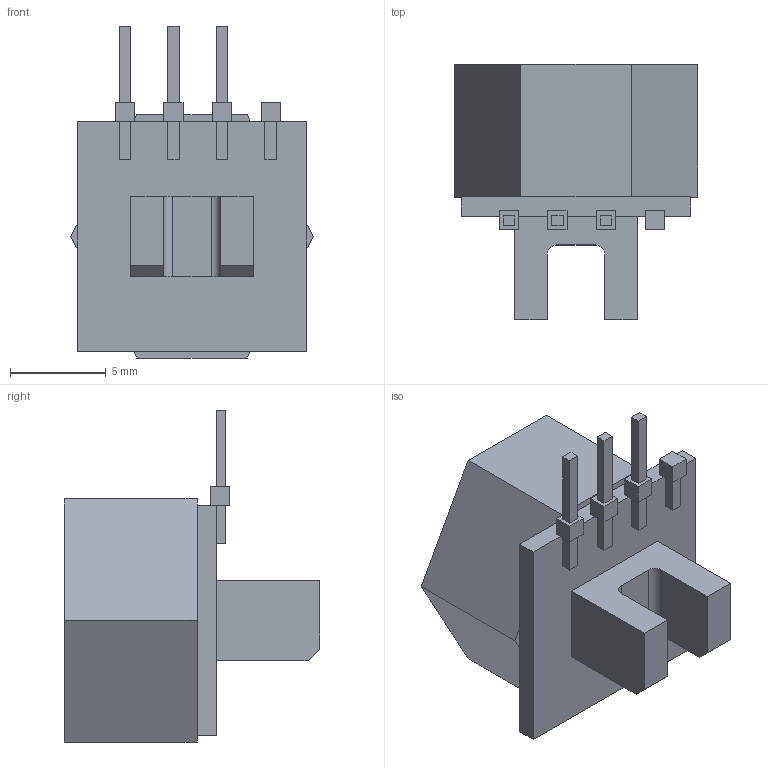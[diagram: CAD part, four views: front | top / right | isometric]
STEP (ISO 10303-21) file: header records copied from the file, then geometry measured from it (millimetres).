
FILE_DESCRIPTION (( 'STEP AP214' ), '1' );
FILE_NAME ('Optical sensor with board.STEP', '2016-09-24T16:25:55', ( '' ), ( '' ), 'SwSTEP 2.0', 'SolidWorks 2014', '' );
FILE_SCHEMA (( 'AUTOMOTIVE_DESIGN' ));
Length unit declared in the file: millimetre
Products named in the file (4): Board with pins; OptoSensorMount; Optical sensor; Optical sensor with board
Assembly tree (3 placements, depth 2):
  Optical sensor with board
    Optical sensor
    OptoSensorMount
    Board with pins
Bounding box: 12.7 x 13.33 x 17.35 mm (x, y, z)
Volume: 1041.6 mm3; surface area: 1113.4 mm2
Topology: 3 solids, 3 shells, 87 faces, 224 edges, 145 vertices
Faces by surface type: plane 81, cylinder 4, cone 2
Entity records: 3210 total; most frequent: CARTESIAN_POINT 460, ORIENTED_EDGE 444, DIRECTION 416, EDGE_CURVE 222, VECTOR 214, LINE 214, VERTEX_POINT 145, AXIS2_PLACEMENT_3D 101
